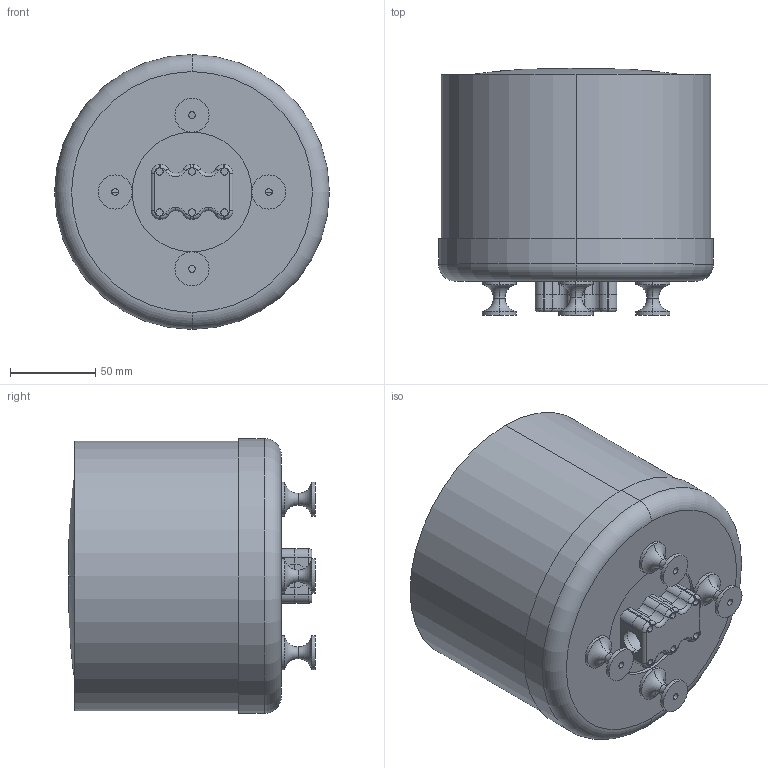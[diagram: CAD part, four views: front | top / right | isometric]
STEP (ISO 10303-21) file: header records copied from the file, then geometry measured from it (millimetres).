
FILE_DESCRIPTION (( 'STEP AP203' ), '1' );
FILE_NAME ('贈婝.7921.25.00 捘.STEP', '2015-03-18T13:25:25', ( '' ), ( '' ), 'SwSTEP 2.0', 'SolidWorks 2013', '' );
FILE_SCHEMA (( 'CONFIG_CONTROL_DESIGN' ));
Length unit declared in the file: millimetre
Products named in the file (8): 贈婝.7921.25.03; 贈婝.7921.25.01; 贈婝.7911.07.01; 贈婝.7911.07.02; 贈婝.7921.25.00 捘; 贈婝.7921.25.04; 贈婝.7921.25.05; 贈婝.7921.25.02
Assembly tree (10 placements, depth 2):
  贈婝.7921.25.00 捘
    贈婝.7921.25.04
    贈婝.7921.25.05
    贈婝.7921.25.02
    贈婝.7921.25.03
    贈婝.7921.25.01  x4
    贈婝.7911.07.01
    贈婝.7911.07.02
Bounding box: 161 x 144.57 x 161 mm (x, y, z)
Volume: 221056.6 mm3; surface area: 252385.8 mm2
Topology: 10 solids, 10 shells, 284 faces, 716 edges, 450 vertices
Faces by surface type: cylinder 166, plane 56, torus 38, cone 20, bspline 4
Entity records: 8839 total; most frequent: DIRECTION 1495, CARTESIAN_POINT 1461, ORIENTED_EDGE 1280, EDGE_CURVE 640, AXIS2_PLACEMENT_3D 618, VERTEX_POINT 408, CIRCLE 362, EDGE_LOOP 312
